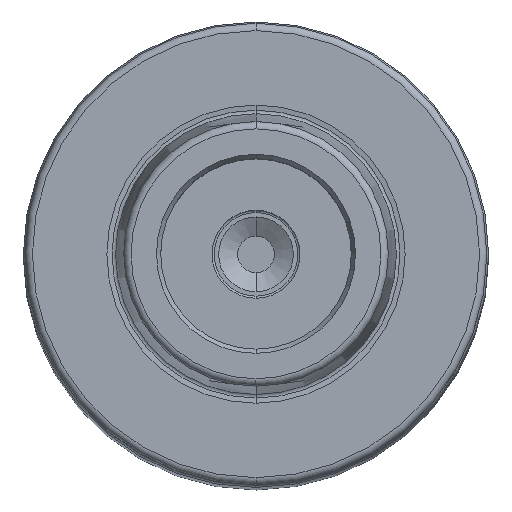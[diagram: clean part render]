
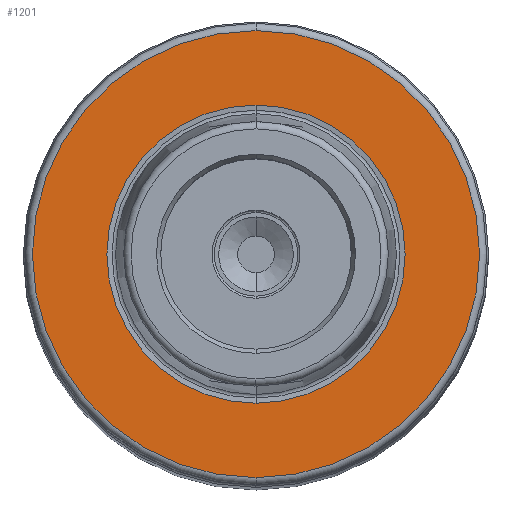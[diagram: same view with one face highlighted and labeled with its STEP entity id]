
A CAD part, top view. The second image highlights one B-rep face of the part: STEP entity #1201.
In plain terms, the highlighted planar face has unit normal (0, 0, 1).
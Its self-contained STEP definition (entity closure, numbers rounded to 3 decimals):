
#158=CARTESIAN_POINT('',(0,0,26));
#159=DIRECTION('',(0,0,1));
#160=DIRECTION('',(0,1,0));
#161=AXIS2_PLACEMENT_3D('',#158,#159,#160);
#163=CARTESIAN_POINT('',(0,0,26));
#164=DIRECTION('',(0,0,1));
#165=DIRECTION('',(0,-1,0));
#166=AXIS2_PLACEMENT_3D('',#163,#164,#165);
#176=CARTESIAN_POINT('',(0,0,26));
#177=DIRECTION('',(0,0,1));
#178=DIRECTION('',(0,1,0));
#179=AXIS2_PLACEMENT_3D('',#176,#177,#178);
#181=CARTESIAN_POINT('',(0,0,26));
#182=DIRECTION('',(0,0,-1));
#183=DIRECTION('',(0,1,0));
#184=AXIS2_PLACEMENT_3D('',#181,#182,#183);
#773=CARTESIAN_POINT('',(0,20.344,26));
#775=VERTEX_POINT('',#773);
#803=CARTESIAN_POINT('',(0,-20.344,26));
#805=VERTEX_POINT('',#803);
#849=CARTESIAN_POINT('',(0,30.5,26));
#850=CARTESIAN_POINT('',(0,-30.5,26));
#851=VERTEX_POINT('',#849);
#852=VERTEX_POINT('',#850);
#1185=CARTESIAN_POINT('',(0,0,26));
#1186=DIRECTION('',(0,0,-1));
#1187=DIRECTION('',(0,-1,0));
#1188=AXIS2_PLACEMENT_3D('',#1185,#1186,#1187);
#1189=PLANE('',#1188);
#1191=ORIENTED_EDGE('',*,*,#1190,.F.);
#1192=ORIENTED_EDGE('',*,*,#1175,.F.);
#1193=EDGE_LOOP('',(#1191,#1192));
#1194=FACE_OUTER_BOUND('',#1193,.F.);
#1196=ORIENTED_EDGE('',*,*,#1195,.T.);
#1198=ORIENTED_EDGE('',*,*,#1197,.F.);
#1199=EDGE_LOOP('',(#1196,#1198));
#1200=FACE_BOUND('',#1199,.F.);
#1201=ADVANCED_FACE('',(#1194,#1200),#1189,.F.);
#162=CIRCLE('',#161,30.5);
#167=CIRCLE('',#166,30.5);
#180=CIRCLE('',#179,20.344);
#185=CIRCLE('',#184,20.344);
#1175=EDGE_CURVE('',#852,#851,#167,.T.);
#1190=EDGE_CURVE('',#851,#852,#162,.T.);
#1195=EDGE_CURVE('',#775,#805,#180,.T.);
#1197=EDGE_CURVE('',#775,#805,#185,.T.);
